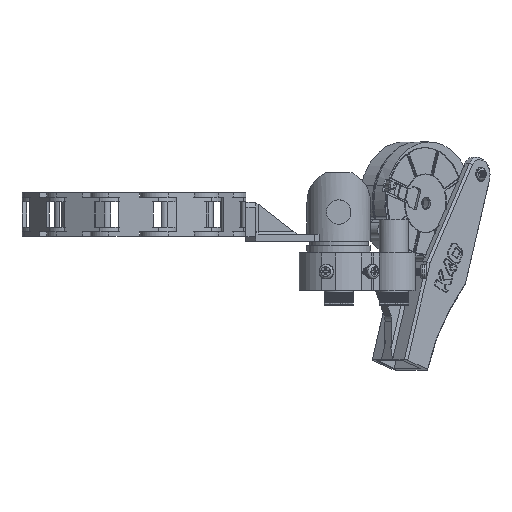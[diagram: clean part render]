
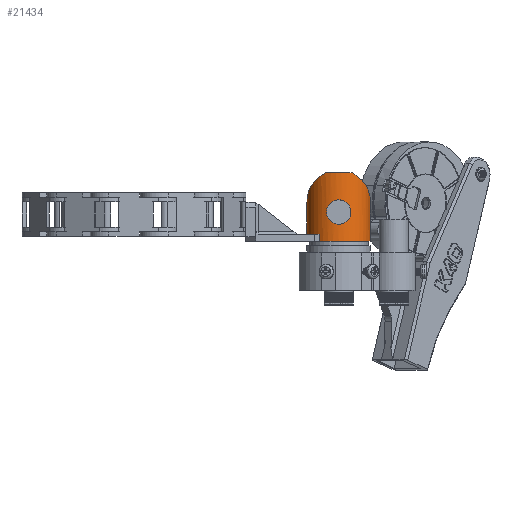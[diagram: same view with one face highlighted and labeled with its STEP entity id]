
A CAD part, left-side view. The second image highlights one B-rep face of the part: STEP entity #21434.
In plain terms, the highlighted cylindrical face has radius 13 mm (diameter 26 mm), a full revolution.
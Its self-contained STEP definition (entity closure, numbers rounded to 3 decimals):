
#378=ELLIPSE('',#23002,18.385,13.);
#379=ELLIPSE('',#23003,18.385,13.);
#484=B_SPLINE_CURVE_WITH_KNOTS('',3,(#32071,#32072,#32073,#32074,#32075,
#32076,#32077,#32078,#32079,#32080,#32081,#32082,#32083,#32084,#32085,#32086,
#32087,#32088),.UNSPECIFIED.,.F.,.F.,(4,2,2,2,2,2,2,2,4),(0.762,
0.952,1.143,1.333,1.524,1.715,
1.905,2.095,2.286),.UNSPECIFIED.);
#485=B_SPLINE_CURVE_WITH_KNOTS('',3,(#32090,#32091,#32092,#32093,#32094,
#32095,#32096,#32097,#32098,#32099),.UNSPECIFIED.,.F.,.F.,(4,2,2,2,4),(3.048,
3.238,3.429,3.619,3.81),
 .UNSPECIFIED.);
#486=B_SPLINE_CURVE_WITH_KNOTS('',3,(#32103,#32104,#32105,#32106,#32107,
#32108,#32109,#32110,#32111,#32112),.UNSPECIFIED.,.F.,.F.,(4,2,2,2,4),(2.286,
2.476,2.667,2.857,3.048),
 .UNSPECIFIED.);
#1238=CYLINDRICAL_SURFACE('',#23009,13.);
#1709=FACE_BOUND('',#4120,.T.);
#1951=CIRCLE('',#23005,13.);
#1952=CIRCLE('',#23007,13.);
#2870=FACE_OUTER_BOUND('',#4119,.T.);
#4119=EDGE_LOOP('',(#15241,#15242,#15243,#15244,#15245,#15246));
#4120=EDGE_LOOP('',(#15247,#15248,#15249));
#5648=LINE('',#32129,#7334);
#7334=VECTOR('',#25881,13.);
#8979=VERTEX_POINT('',#32069);
#8980=VERTEX_POINT('',#32070);
#8981=VERTEX_POINT('',#32089);
#8983=VERTEX_POINT('',#32115);
#8984=VERTEX_POINT('',#32116);
#8985=VERTEX_POINT('',#32118);
#8986=VERTEX_POINT('',#32124);
#11331=EDGE_CURVE('',#8979,#8980,#484,.T.);
#11332=EDGE_CURVE('',#8981,#8979,#485,.T.);
#11335=EDGE_CURVE('',#8980,#8981,#486,.T.);
#11336=EDGE_CURVE('',#8983,#8984,#378,.T.);
#11338=EDGE_CURVE('',#8984,#8985,#379,.T.);
#11339=EDGE_CURVE('',#8983,#8985,#1951,.T.);
#11340=EDGE_CURVE('',#8986,#8986,#1952,.T.);
#11342=EDGE_CURVE('',#8984,#8986,#5648,.T.);
#15241=ORIENTED_EDGE('',*,*,#11336,.T.);
#15242=ORIENTED_EDGE('',*,*,#11342,.T.);
#15243=ORIENTED_EDGE('',*,*,#11340,.T.);
#15244=ORIENTED_EDGE('',*,*,#11342,.F.);
#15245=ORIENTED_EDGE('',*,*,#11338,.T.);
#15246=ORIENTED_EDGE('',*,*,#11339,.F.);
#15247=ORIENTED_EDGE('',*,*,#11331,.T.);
#15248=ORIENTED_EDGE('',*,*,#11335,.T.);
#15249=ORIENTED_EDGE('',*,*,#11332,.T.);
#21434=ADVANCED_FACE('',(#2870,#1709),#1238,.T.);
#23002=AXIS2_PLACEMENT_3D('',#32117,#25864,#25865);
#23003=AXIS2_PLACEMENT_3D('',#32120,#25867,#25868);
#23005=AXIS2_PLACEMENT_3D('',#32122,#25871,#25872);
#23007=AXIS2_PLACEMENT_3D('',#32125,#25875,#25876);
#23009=AXIS2_PLACEMENT_3D('',#32128,#25879,#25880);
#25864=DIRECTION('center_axis',(0.,-0.707,-0.707));
#25865=DIRECTION('ref_axis',(0.,-0.707,0.707));
#25867=DIRECTION('center_axis',(0.,-0.707,-0.707));
#25868=DIRECTION('ref_axis',(0.,-0.707,0.707));
#25871=DIRECTION('center_axis',(0.,0.,1.));
#25872=DIRECTION('ref_axis',(-1.,0.,0.));
#25875=DIRECTION('center_axis',(0.,0.,1.));
#25876=DIRECTION('ref_axis',(-1.,0.,0.));
#25879=DIRECTION('center_axis',(0.,0.,1.));
#25880=DIRECTION('ref_axis',(-1.,0.,0.));
#25881=DIRECTION('',(0.,0.,-1.));
#32069=CARTESIAN_POINT('',(0.,-13.,37.019));
#32070=CARTESIAN_POINT('',(0.,-13.,27.019));
#32071=CARTESIAN_POINT('Ctrl Pts',(0.,-13.,37.019));
#32072=CARTESIAN_POINT('Ctrl Pts',(0.635,-13.,37.019));
#32073=CARTESIAN_POINT('Ctrl Pts',(1.307,-12.949,36.891));
#32074=CARTESIAN_POINT('Ctrl Pts',(2.538,-12.765,36.378));
#32075=CARTESIAN_POINT('Ctrl Pts',(3.095,-12.634,35.995));
#32076=CARTESIAN_POINT('Ctrl Pts',(3.976,-12.386,35.114));
#32077=CARTESIAN_POINT('Ctrl Pts',(4.36,-12.25,34.556));
#32078=CARTESIAN_POINT('Ctrl Pts',(4.872,-12.056,33.327));
#32079=CARTESIAN_POINT('Ctrl Pts',(5.,-12.,32.654));
#32080=CARTESIAN_POINT('Ctrl Pts',(5.,-12.,31.384));
#32081=CARTESIAN_POINT('Ctrl Pts',(4.872,-12.056,30.711));
#32082=CARTESIAN_POINT('Ctrl Pts',(4.36,-12.25,29.482));
#32083=CARTESIAN_POINT('Ctrl Pts',(3.976,-12.386,28.924));
#32084=CARTESIAN_POINT('Ctrl Pts',(3.095,-12.634,28.043));
#32085=CARTESIAN_POINT('Ctrl Pts',(2.538,-12.765,27.66));
#32086=CARTESIAN_POINT('Ctrl Pts',(1.307,-12.949,27.147));
#32087=CARTESIAN_POINT('Ctrl Pts',(0.635,-13.,27.019));
#32088=CARTESIAN_POINT('Ctrl Pts',(0.,-13.,27.019));
#32089=CARTESIAN_POINT('',(-5.,-12.,32.019));
#32090=CARTESIAN_POINT('Ctrl Pts',(-5.,-12.,32.019));
#32091=CARTESIAN_POINT('Ctrl Pts',(-5.,-12.,32.654));
#32092=CARTESIAN_POINT('Ctrl Pts',(-4.872,-12.056,
33.327));
#32093=CARTESIAN_POINT('Ctrl Pts',(-4.36,-12.25,34.556));
#32094=CARTESIAN_POINT('Ctrl Pts',(-3.976,-12.386,
35.114));
#32095=CARTESIAN_POINT('Ctrl Pts',(-3.095,-12.634,
35.995));
#32096=CARTESIAN_POINT('Ctrl Pts',(-2.538,-12.765,
36.378));
#32097=CARTESIAN_POINT('Ctrl Pts',(-1.307,-12.949,
36.891));
#32098=CARTESIAN_POINT('Ctrl Pts',(-0.635,-13.,37.019));
#32099=CARTESIAN_POINT('Ctrl Pts',(0.,-13.,37.019));
#32103=CARTESIAN_POINT('Ctrl Pts',(0.,-13.,27.019));
#32104=CARTESIAN_POINT('Ctrl Pts',(-0.635,-13.,27.019));
#32105=CARTESIAN_POINT('Ctrl Pts',(-1.307,-12.949,
27.147));
#32106=CARTESIAN_POINT('Ctrl Pts',(-2.538,-12.765,
27.66));
#32107=CARTESIAN_POINT('Ctrl Pts',(-3.095,-12.634,
28.043));
#32108=CARTESIAN_POINT('Ctrl Pts',(-3.976,-12.386,
28.924));
#32109=CARTESIAN_POINT('Ctrl Pts',(-4.36,-12.25,29.482));
#32110=CARTESIAN_POINT('Ctrl Pts',(-4.872,-12.056,
30.711));
#32111=CARTESIAN_POINT('Ctrl Pts',(-5.,-12.,31.384));
#32112=CARTESIAN_POINT('Ctrl Pts',(-5.,-12.,32.019));
#32115=CARTESIAN_POINT('',(-5.455,-11.8,48.019));
#32116=CARTESIAN_POINT('',(13.,0.,36.219));
#32117=CARTESIAN_POINT('Origin',(0.,0.,36.219));
#32118=CARTESIAN_POINT('',(5.455,-11.8,48.019));
#32120=CARTESIAN_POINT('Origin',(0.,0.,36.219));
#32122=CARTESIAN_POINT('Origin',(0.,0.,48.019));
#32124=CARTESIAN_POINT('',(13.,0.,20.019));
#32125=CARTESIAN_POINT('Origin',(0.,0.,20.019));
#32128=CARTESIAN_POINT('Origin',(0.,0.,20.019));
#32129=CARTESIAN_POINT('',(13.,0.,20.019));
